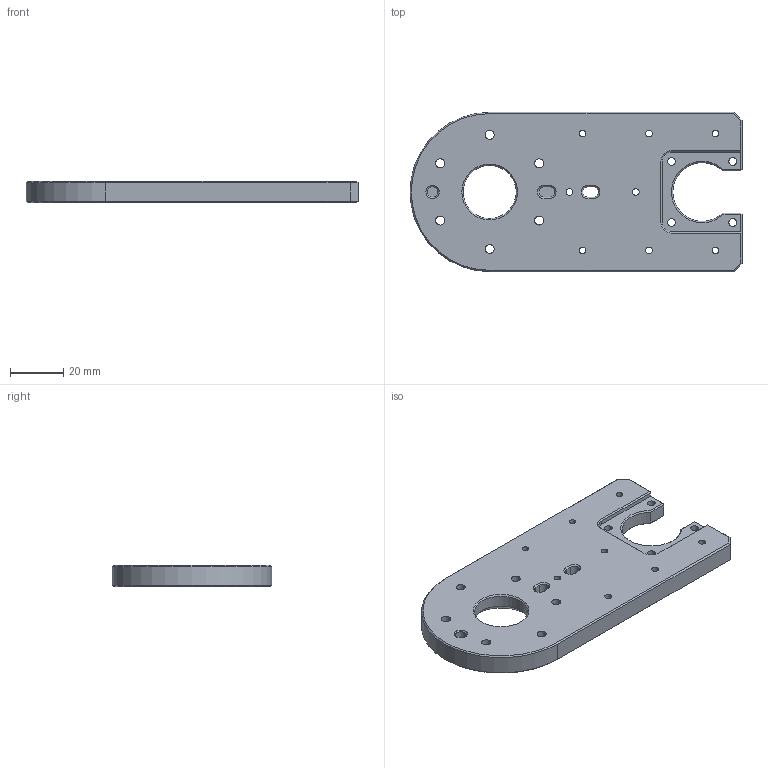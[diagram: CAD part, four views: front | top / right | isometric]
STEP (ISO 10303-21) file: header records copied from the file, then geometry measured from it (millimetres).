
FILE_DESCRIPTION (( 'STEP AP203' ), '1' );
FILE_NAME ('PDG60-34.STEP', '2024-02-15T05:30:14', ( '' ), ( '' ), 'SwSTEP 2.0', 'SolidWorks 2020', '' );
FILE_SCHEMA (( 'CONFIG_CONTROL_DESIGN' ));
Length unit declared in the file: millimetre
Products named in the file (1): PDG60-34
Bounding box: 125 x 60 x 8 mm (x, y, z)
Volume: 47342.9 mm3; surface area: 17415.7 mm2
Topology: 1 solids, 1 shells, 148 faces, 354 edges, 216 vertices
Faces by surface type: plane 63, cylinder 62, cone 23
Entity records: 4429 total; most frequent: DIRECTION 798, CARTESIAN_POINT 731, ORIENTED_EDGE 708, EDGE_CURVE 354, AXIS2_PLACEMENT_3D 299, VERTEX_POINT 216, VECTOR 200, LINE 200
